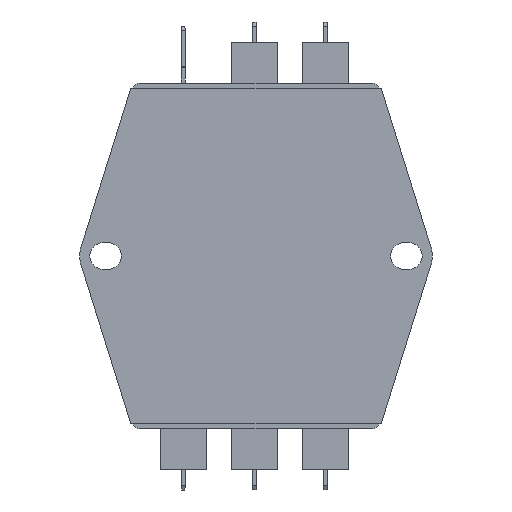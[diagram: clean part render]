
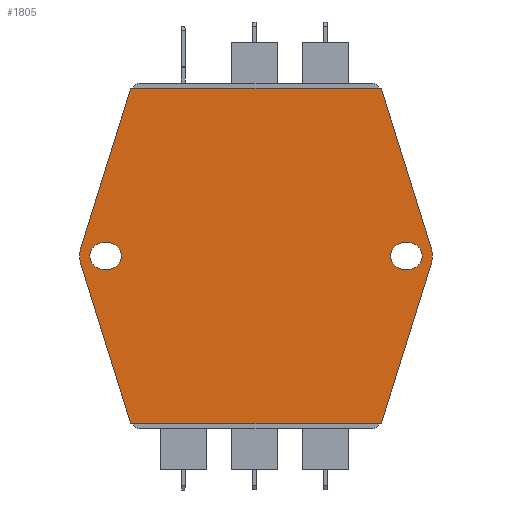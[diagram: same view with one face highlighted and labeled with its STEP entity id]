
A CAD part, front view. The second image highlights one B-rep face of the part: STEP entity #1805.
In plain terms, the highlighted planar face has unit normal (0, -1, 0).
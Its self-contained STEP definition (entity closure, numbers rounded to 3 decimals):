
#50 = FACE_BOUND ( 'NONE', #642, .T. ) ;
#60 = DIRECTION ( 'NONE',  ( 0., 0., 1. ) ) ;
#81 = ORIENTED_EDGE ( 'NONE', *, *, #2671, .T. ) ;
#88 = VERTEX_POINT ( 'NONE', #661 ) ;
#117 = EDGE_CURVE ( 'NONE', #2559, #2533, #1615, .T. ) ;
#125 = CARTESIAN_POINT ( 'NONE',  ( 5.5, -1.2, -37.15 ) ) ;
#168 = LINE ( 'NONE', #2445, #1962 ) ;
#189 = CIRCLE ( 'NONE', #2334, 4.809 ) ;
#211 = VERTEX_POINT ( 'NONE', #634 ) ;
#219 = EDGE_CURVE ( 'NONE', #1264, #211, #1808, .T. ) ;
#229 = VECTOR ( 'NONE', #1492, 1000. ) ;
#274 = ORIENTED_EDGE ( 'NONE', *, *, #117, .F. ) ;
#345 = EDGE_CURVE ( 'NONE', #1551, #1513, #2770, .T. ) ;
#449 = VECTOR ( 'NONE', #698, 1000. ) ;
#503 = FACE_BOUND ( 'NONE', #1918, .T. ) ;
#551 = DIRECTION ( 'NONE',  ( 0.298, 0., 0.955 ) ) ;
#561 = CIRCLE ( 'NONE', #2524, 2.65 ) ;
#566 = CARTESIAN_POINT ( 'NONE',  ( -55.5, -1.2, -37.15 ) ) ;
#569 = ORIENTED_EDGE ( 'NONE', *, *, #1672, .F. ) ;
#577 = CARTESIAN_POINT ( 'NONE',  ( 4.5, -1.2, -34.5 ) ) ;
#602 = EDGE_CURVE ( 'NONE', #1663, #2327, #2290, .T. ) ;
#634 = CARTESIAN_POINT ( 'NONE',  ( -50., -1.2, -68. ) ) ;
#642 = EDGE_LOOP ( 'NONE', ( #1159, #2219, #274, #2075 ) ) ;
#644 = ORIENTED_EDGE ( 'NONE', *, *, #670, .F. ) ;
#661 = CARTESIAN_POINT ( 'NONE',  ( 4.5, -1.2, -37.15 ) ) ;
#670 = EDGE_CURVE ( 'NONE', #2327, #1656, #1873, .T. ) ;
#692 = CARTESIAN_POINT ( 'NONE',  ( 0., -1.2, -68. ) ) ;
#698 = DIRECTION ( 'NONE',  ( 1., 0., 0. ) ) ;
#731 = DIRECTION ( 'NONE',  ( 0., -1., 0. ) ) ;
#753 = CARTESIAN_POINT ( 'NONE',  ( 0., -1.2, -1. ) ) ;
#761 = CARTESIAN_POINT ( 'NONE',  ( -60., -1.2, -33.068 ) ) ;
#791 = CARTESIAN_POINT ( 'NONE',  ( -50., -1.2, -1. ) ) ;
#810 = DIRECTION ( 'NONE',  ( 1., 0., 0. ) ) ;
#822 = EDGE_CURVE ( 'NONE', #1022, #1551, #2443, .T. ) ;
#850 = ORIENTED_EDGE ( 'NONE', *, *, #602, .F. ) ;
#852 = FACE_OUTER_BOUND ( 'NONE', #2115, .T. ) ;
#855 = DIRECTION ( 'NONE',  ( 0., 0., 1. ) ) ;
#907 = CARTESIAN_POINT ( 'NONE',  ( 5.409, -1.2, -34.5 ) ) ;
#932 = CARTESIAN_POINT ( 'NONE',  ( -60., -1.2, -35.932 ) ) ;
#962 = AXIS2_PLACEMENT_3D ( 'NONE', #2449, #1389, #1368 ) ;
#975 = EDGE_CURVE ( 'NONE', #1656, #1476, #168, .T. ) ;
#1022 = VERTEX_POINT ( 'NONE', #2404 ) ;
#1031 = CARTESIAN_POINT ( 'NONE',  ( -60., -1.2, -33.068 ) ) ;
#1037 = CARTESIAN_POINT ( 'NONE',  ( -50., -1.2, -1. ) ) ;
#1043 = CARTESIAN_POINT ( 'NONE',  ( 0., -1.2, -68. ) ) ;
#1059 = DIRECTION ( 'NONE',  ( 0.298, 0., -0.955 ) ) ;
#1073 = AXIS2_PLACEMENT_3D ( 'NONE', #2235, #2616, #2180 ) ;
#1136 = CARTESIAN_POINT ( 'NONE',  ( -54.5, -1.2, -37.15 ) ) ;
#1140 = ORIENTED_EDGE ( 'NONE', *, *, #822, .T. ) ;
#1159 = ORIENTED_EDGE ( 'NONE', *, *, #2465, .F. ) ;
#1174 = DIRECTION ( 'NONE',  ( 1., 0., 0. ) ) ;
#1181 = AXIS2_PLACEMENT_3D ( 'NONE', #907, #2650, #1363 ) ;
#1188 = CARTESIAN_POINT ( 'NONE',  ( 5.5, -1.2, -31.85 ) ) ;
#1197 = ORIENTED_EDGE ( 'NONE', *, *, #1793, .T. ) ;
#1264 = VERTEX_POINT ( 'NONE', #932 ) ;
#1266 = EDGE_CURVE ( 'NONE', #1513, #1859, #2567, .T. ) ;
#1342 = VECTOR ( 'NONE', #810, 1000. ) ;
#1363 = DIRECTION ( 'NONE',  ( 0., 0., -1. ) ) ;
#1368 = DIRECTION ( 'NONE',  ( 0., 0., -1. ) ) ;
#1389 = DIRECTION ( 'NONE',  ( 0., -1., 0. ) ) ;
#1445 = AXIS2_PLACEMENT_3D ( 'NONE', #577, #2273, #2486 ) ;
#1448 = CIRCLE ( 'NONE', #1445, 2.65 ) ;
#1454 = DIRECTION ( 'NONE',  ( -0.298, 0., -0.955 ) ) ;
#1476 = VERTEX_POINT ( 'NONE', #1136 ) ;
#1492 = DIRECTION ( 'NONE',  ( -1., 0., 0. ) ) ;
#1507 = ORIENTED_EDGE ( 'NONE', *, *, #219, .T. ) ;
#1510 = ORIENTED_EDGE ( 'NONE', *, *, #1266, .T. ) ;
#1513 = VERTEX_POINT ( 'NONE', #2647 ) ;
#1551 = VERTEX_POINT ( 'NONE', #1798 ) ;
#1572 = CARTESIAN_POINT ( 'NONE',  ( 5.5, -1.2, -37.15 ) ) ;
#1584 = VECTOR ( 'NONE', #2500, 1000. ) ;
#1585 = AXIS2_PLACEMENT_3D ( 'NONE', #2252, #2028, #60 ) ;
#1615 = LINE ( 'NONE', #1922, #1700 ) ;
#1656 = VERTEX_POINT ( 'NONE', #566 ) ;
#1663 = VERTEX_POINT ( 'NONE', #2049 ) ;
#1672 = EDGE_CURVE ( 'NONE', #1476, #1663, #2099, .T. ) ;
#1700 = VECTOR ( 'NONE', #1930, 1000. ) ;
#1793 = EDGE_CURVE ( 'NONE', #1944, #1264, #189, .T. ) ;
#1798 = CARTESIAN_POINT ( 'NONE',  ( 10., -1.2, -35.932 ) ) ;
#1799 = CARTESIAN_POINT ( 'NONE',  ( -55.409, -1.2, -34.5 ) ) ;
#1805 = ADVANCED_FACE ( 'NONE', ( #852, #503, #50 ), #2678, .T. ) ;
#1808 = LINE ( 'NONE', #2134, #2259 ) ;
#1824 = CARTESIAN_POINT ( 'NONE',  ( 10., -1.2, -33.068 ) ) ;
#1834 = DIRECTION ( 'NONE',  ( -0.298, 0., 0.955 ) ) ;
#1846 = CARTESIAN_POINT ( 'NONE',  ( 4.5, -1.2, -31.85 ) ) ;
#1859 = VERTEX_POINT ( 'NONE', #753 ) ;
#1873 = CIRCLE ( 'NONE', #1073, 2.65 ) ;
#1906 = DIRECTION ( 'NONE',  ( 0., -1., 0. ) ) ;
#1910 = ORIENTED_EDGE ( 'NONE', *, *, #2605, .T. ) ;
#1918 = EDGE_LOOP ( 'NONE', ( #2309, #644, #850, #569 ) ) ;
#1922 = CARTESIAN_POINT ( 'NONE',  ( 5.5, -1.2, -31.85 ) ) ;
#1930 = DIRECTION ( 'NONE',  ( -1., 0., 0. ) ) ;
#1944 = VERTEX_POINT ( 'NONE', #761 ) ;
#1961 = ORIENTED_EDGE ( 'NONE', *, *, #2741, .T. ) ;
#1962 = VECTOR ( 'NONE', #1174, 1000. ) ;
#1963 = EDGE_CURVE ( 'NONE', #2533, #88, #1448, .T. ) ;
#1979 = LINE ( 'NONE', #1031, #2720 ) ;
#2002 = VECTOR ( 'NONE', #1834, 1000. ) ;
#2028 = DIRECTION ( 'NONE',  ( 0., -1., 0. ) ) ;
#2049 = CARTESIAN_POINT ( 'NONE',  ( -54.5, -1.2, -31.85 ) ) ;
#2075 = ORIENTED_EDGE ( 'NONE', *, *, #2109, .F. ) ;
#2086 = LINE ( 'NONE', #1572, #449 ) ;
#2099 = CIRCLE ( 'NONE', #1585, 2.65 ) ;
#2109 = EDGE_CURVE ( 'NONE', #2591, #2559, #561, .T. ) ;
#2115 = EDGE_LOOP ( 'NONE', ( #2459, #1510, #1910, #1961, #1197, #1507, #81, #1140 ) ) ;
#2123 = CARTESIAN_POINT ( 'NONE',  ( 5.5, -1.2, -34.5 ) ) ;
#2134 = CARTESIAN_POINT ( 'NONE',  ( -50., -1.2, -68. ) ) ;
#2149 = LINE ( 'NONE', #791, #1584 ) ;
#2180 = DIRECTION ( 'NONE',  ( 0., 0., -1. ) ) ;
#2219 = ORIENTED_EDGE ( 'NONE', *, *, #1963, .F. ) ;
#2235 = CARTESIAN_POINT ( 'NONE',  ( -55.5, -1.2, -34.5 ) ) ;
#2242 = DIRECTION ( 'NONE',  ( 0., 0., 1. ) ) ;
#2252 = CARTESIAN_POINT ( 'NONE',  ( -54.5, -1.2, -34.5 ) ) ;
#2259 = VECTOR ( 'NONE', #1059, 1000. ) ;
#2273 = DIRECTION ( 'NONE',  ( 0., -1., 0. ) ) ;
#2290 = LINE ( 'NONE', #2570, #229 ) ;
#2309 = ORIENTED_EDGE ( 'NONE', *, *, #975, .F. ) ;
#2327 = VERTEX_POINT ( 'NONE', #2587 ) ;
#2334 = AXIS2_PLACEMENT_3D ( 'NONE', #1799, #731, #2242 ) ;
#2404 = CARTESIAN_POINT ( 'NONE',  ( 0., -1.2, -68. ) ) ;
#2443 = LINE ( 'NONE', #692, #2764 ) ;
#2445 = CARTESIAN_POINT ( 'NONE',  ( -55.5, -1.2, -37.15 ) ) ;
#2449 = CARTESIAN_POINT ( 'NONE',  ( 5.409, -1.2, -34.5 ) ) ;
#2459 = ORIENTED_EDGE ( 'NONE', *, *, #345, .T. ) ;
#2465 = EDGE_CURVE ( 'NONE', #88, #2591, #2086, .T. ) ;
#2486 = DIRECTION ( 'NONE',  ( 0., 0., -1. ) ) ;
#2500 = DIRECTION ( 'NONE',  ( -1., 0., 0. ) ) ;
#2524 = AXIS2_PLACEMENT_3D ( 'NONE', #2123, #1906, #855 ) ;
#2533 = VERTEX_POINT ( 'NONE', #1846 ) ;
#2550 = LINE ( 'NONE', #1043, #1342 ) ;
#2559 = VERTEX_POINT ( 'NONE', #1188 ) ;
#2567 = LINE ( 'NONE', #1824, #2002 ) ;
#2570 = CARTESIAN_POINT ( 'NONE',  ( -55.5, -1.2, -31.85 ) ) ;
#2587 = CARTESIAN_POINT ( 'NONE',  ( -55.5, -1.2, -31.85 ) ) ;
#2591 = VERTEX_POINT ( 'NONE', #125 ) ;
#2605 = EDGE_CURVE ( 'NONE', #1859, #2758, #2149, .T. ) ;
#2616 = DIRECTION ( 'NONE',  ( 0., -1., 0. ) ) ;
#2647 = CARTESIAN_POINT ( 'NONE',  ( 10., -1.2, -33.068 ) ) ;
#2650 = DIRECTION ( 'NONE',  ( 0., -1., 0. ) ) ;
#2671 = EDGE_CURVE ( 'NONE', #211, #1022, #2550, .T. ) ;
#2678 = PLANE ( 'NONE',  #962 ) ;
#2720 = VECTOR ( 'NONE', #1454, 1000. ) ;
#2741 = EDGE_CURVE ( 'NONE', #2758, #1944, #1979, .T. ) ;
#2758 = VERTEX_POINT ( 'NONE', #1037 ) ;
#2764 = VECTOR ( 'NONE', #551, 1000. ) ;
#2770 = CIRCLE ( 'NONE', #1181, 4.809 ) ;
